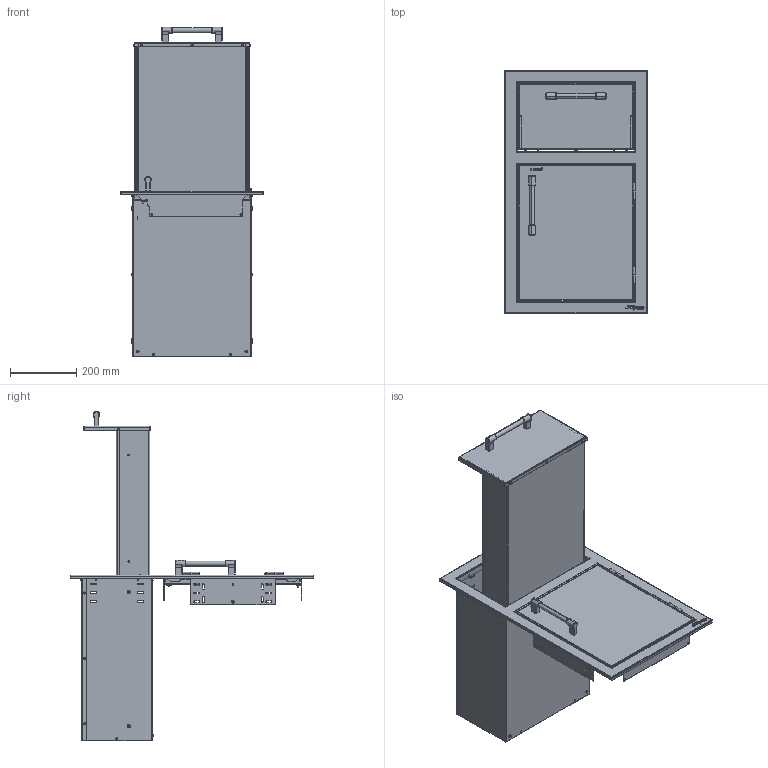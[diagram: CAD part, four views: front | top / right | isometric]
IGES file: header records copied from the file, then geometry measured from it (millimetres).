
Start section: SolidWorks IGES file using analytic representation for surfaces
Global section: file name: AXE-DDR-R..IGS; native system: SolidWorks 2017; preprocessor: SolidWorks 2017; author: jorge; date: 181004.140635; units: inch
Bounding box: 428.62 x 734.16 x 991.69 mm (x, y, z)
Surface area: 2734588.6 mm2 (no closed solid volume)
Topology: 0 solids, 0 shells, 877 faces, 10925 edges, 10910 vertices
Faces by surface type: bspline 452, revolution 425
